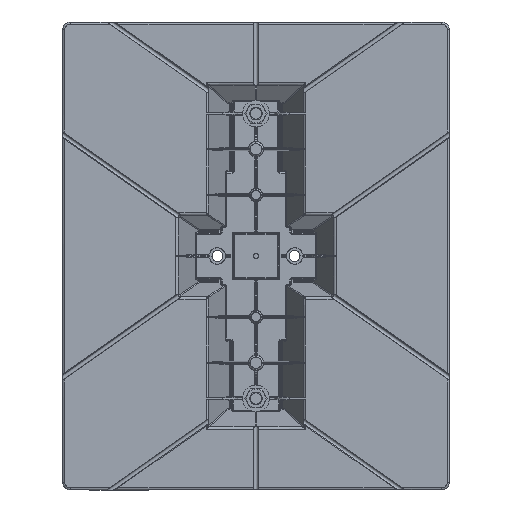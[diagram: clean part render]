
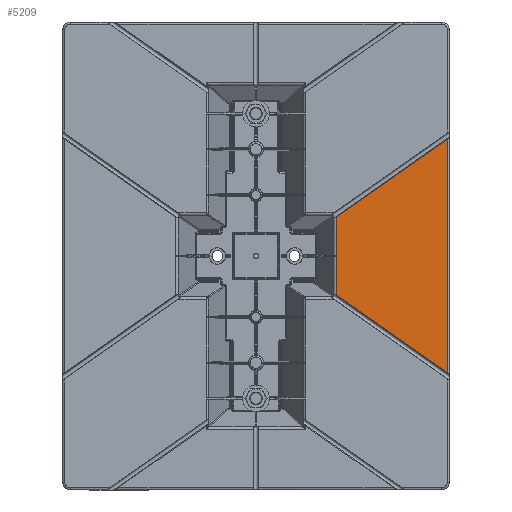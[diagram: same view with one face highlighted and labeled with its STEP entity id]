
A CAD part, front view. The second image highlights one B-rep face of the part: STEP entity #5209.
In plain terms, the highlighted planar face has unit normal (0, -1, 0).
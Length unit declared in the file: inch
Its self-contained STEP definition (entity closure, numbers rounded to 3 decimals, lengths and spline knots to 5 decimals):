
#5137=CARTESIAN_POINT('',(-2.5,0.0,-8.55667));
#5138=DIRECTION('',(0.0,-1.0,0.0));
#5139=DIRECTION('',(0.0,0.0,-1.0));
#5140=AXIS2_PLACEMENT_3D('',#5137,#5138,#5139);
#5141=PLANE('',#5140);
#5142=CARTESIAN_POINT('',(3.93537,0.,1.91289));
#5143=VERTEX_POINT('',#5142);
#5144=CARTESIAN_POINT('',(9.4,0.0,5.73926));
#5145=VERTEX_POINT('',#5144);
#5146=CARTESIAN_POINT('',(3.93537,0.,1.91289));
#5147=DIRECTION('',(0.819,0.,0.574));
#5148=VECTOR('',#5147,6.67108);
#5149=LINE('',#5146,#5148);
#5150=EDGE_CURVE('',#5143,#5145,#5149,.T.);
#5151=ORIENTED_EDGE('',*,*,#5150,.F.);
#5152=CARTESIAN_POINT('',(3.93537,0.0,0.03));
#5153=VERTEX_POINT('',#5152);
#5154=CARTESIAN_POINT('',(3.93537,0.0,1.91289));
#5155=DIRECTION('',(0.0,0.0,-1.0));
#5156=VECTOR('',#5155,1.88289);
#5157=LINE('',#5154,#5156);
#5158=EDGE_CURVE('',#5143,#5153,#5157,.T.);
#5159=ORIENTED_EDGE('',*,*,#5158,.T.);
#5160=CARTESIAN_POINT('',(3.37436,0.0,0.03));
#5161=VERTEX_POINT('',#5160);
#5162=CARTESIAN_POINT('',(3.93537,0.0,0.03));
#5163=DIRECTION('',(-1.0,0.0,0.0));
#5164=VECTOR('',#5163,0.56101);
#5165=LINE('',#5162,#5164);
#5166=EDGE_CURVE('',#5153,#5161,#5165,.T.);
#5167=ORIENTED_EDGE('',*,*,#5166,.T.);
#5168=CARTESIAN_POINT('',(3.37436,0.0,-0.03));
#5169=VERTEX_POINT('',#5168);
#5170=CARTESIAN_POINT('',(1.89925,0.0,0.0));
#5171=DIRECTION('',(0.0,1.0,0.0));
#5172=DIRECTION('',(0.0,0.0,-1.0));
#5173=AXIS2_PLACEMENT_3D('',#5170,#5171,#5172);
#5174=CIRCLE('',#5173,1.47542);
#5175=EDGE_CURVE('',#5161,#5169,#5174,.T.);
#5176=ORIENTED_EDGE('',*,*,#5175,.T.);
#5177=CARTESIAN_POINT('',(3.93537,0.0,-0.03));
#5178=VERTEX_POINT('',#5177);
#5179=CARTESIAN_POINT('',(3.93537,0.0,-0.03));
#5180=DIRECTION('',(-1.0,0.0,0.0));
#5181=VECTOR('',#5180,0.56101);
#5182=LINE('',#5179,#5181);
#5183=EDGE_CURVE('',#5178,#5169,#5182,.T.);
#5184=ORIENTED_EDGE('',*,*,#5183,.F.);
#5185=CARTESIAN_POINT('',(3.93537,0.0,-1.91289));
#5186=VERTEX_POINT('',#5185);
#5187=CARTESIAN_POINT('',(3.93537,0.0,-0.03));
#5188=DIRECTION('',(0.0,0.0,-1.0));
#5189=VECTOR('',#5188,1.88289);
#5190=LINE('',#5187,#5189);
#5191=EDGE_CURVE('',#5178,#5186,#5190,.T.);
#5192=ORIENTED_EDGE('',*,*,#5191,.T.);
#5193=CARTESIAN_POINT('',(9.4,0.,-5.73926));
#5194=VERTEX_POINT('',#5193);
#5195=CARTESIAN_POINT('',(3.93537,0.,-1.91289));
#5196=DIRECTION('',(0.819,0.,-0.574));
#5197=VECTOR('',#5196,6.67108);
#5198=LINE('',#5195,#5197);
#5199=EDGE_CURVE('',#5186,#5194,#5198,.T.);
#5200=ORIENTED_EDGE('',*,*,#5199,.T.);
#5201=CARTESIAN_POINT('',(9.4,0.0,-5.73926));
#5202=DIRECTION('',(0.0,0.0,1.0));
#5203=VECTOR('',#5202,11.47852);
#5204=LINE('',#5201,#5203);
#5205=EDGE_CURVE('',#5194,#5145,#5204,.T.);
#5206=ORIENTED_EDGE('',*,*,#5205,.T.);
#5207=EDGE_LOOP('',(#5151,#5159,#5167,#5176,#5184,#5192,#5200,#5206));
#5208=FACE_OUTER_BOUND('',#5207,.T.);
#5209=ADVANCED_FACE('',(#5208),#5141,.T.);
